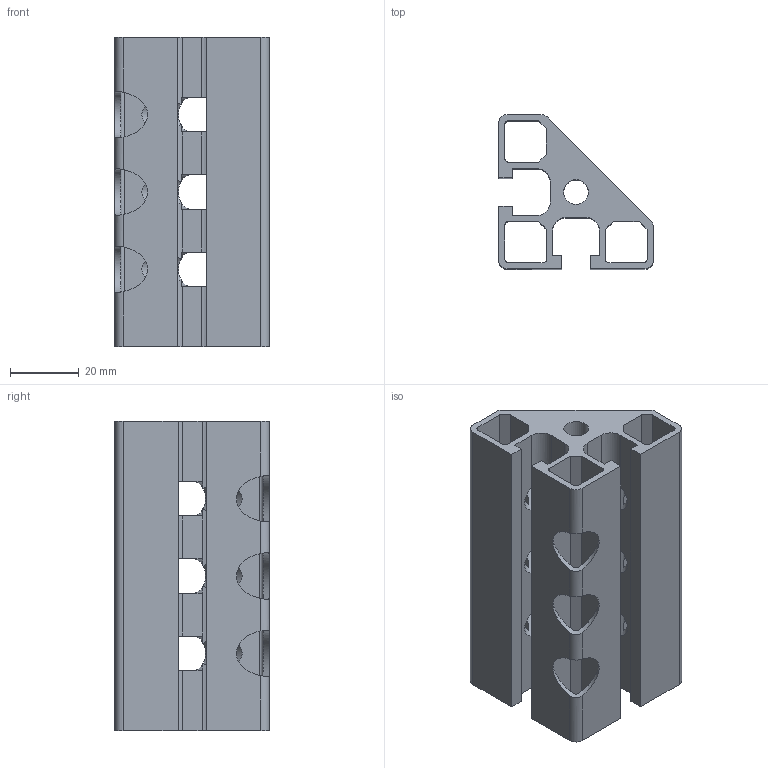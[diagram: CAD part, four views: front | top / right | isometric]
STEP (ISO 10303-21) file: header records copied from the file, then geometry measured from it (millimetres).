
FILE_DESCRIPTION(/* description */ ('Úhlová vložka'),/* implementation_level */ '2;1');
FILE_NAME(/* name */ '314590.stp',/* time_stamp */ '2022-09-14T12:50:11+02:00',/* author */ ('aluteckkpl_am'),/* organization */ (''),/* preprocessor_version */ 'ST-DEVELOPER v18.1',/* originating_system */ 'Autodesk Inventor 2021',/* authorisation */ '');
FILE_SCHEMA (('CONFIG_CONTROL_DESIGN'));
Length unit declared in the file: millimetre
Products named in the file (1): 314590
Bounding box: 45 x 45 x 90 mm (x, y, z)
Volume: 50780.1 mm3; surface area: 35649.2 mm2
Topology: 1 solids, 1 shells, 117 faces, 426 edges, 284 vertices
Faces by surface type: plane 67, cylinder 50
Full cylindrical faces by diameter (mm): 7.2 x4, 8.5 x3, 13.5 x3
Entity records: 4987 total; most frequent: CARTESIAN_POINT 1188, ORIENTED_EDGE 852, DIRECTION 750, EDGE_CURVE 426, VERTEX_POINT 284, LINE 254, VECTOR 254, AXIS2_PLACEMENT_3D 248
